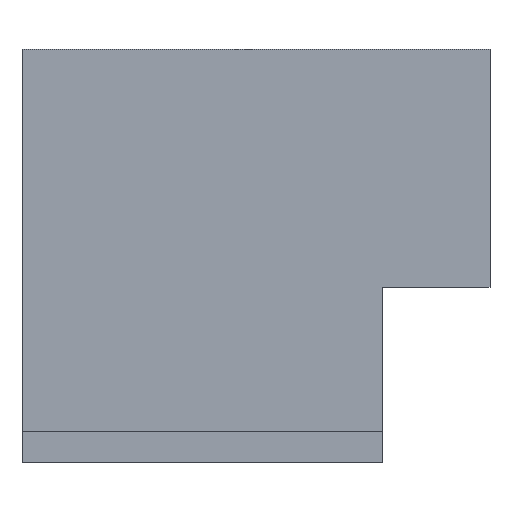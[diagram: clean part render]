
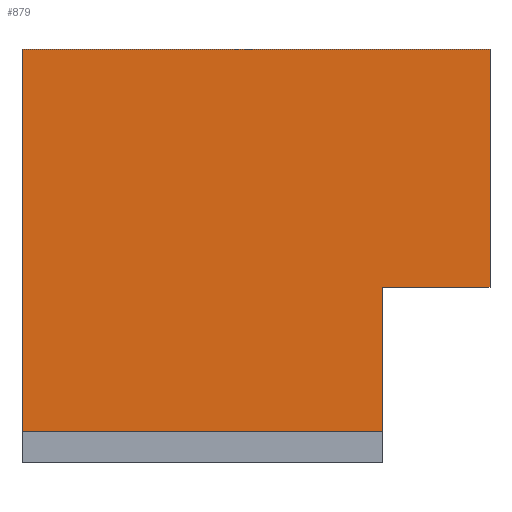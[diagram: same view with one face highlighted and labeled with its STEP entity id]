
A CAD part, left-side view. The second image highlights one B-rep face of the part: STEP entity #879.
In plain terms, the highlighted planar face has unit normal (-1, 0, 0).
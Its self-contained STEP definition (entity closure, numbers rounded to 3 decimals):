
#52=FACE_OUTER_BOUND('',#96,.T.);
#96=EDGE_LOOP('',(#732,#733,#734,#735,#736,#737));
#124=LINE('',#1201,#246);
#126=LINE('',#1205,#248);
#129=LINE('',#1211,#251);
#182=LINE('',#1318,#304);
#212=LINE('',#1379,#334);
#213=LINE('',#1380,#335);
#246=VECTOR('',#980,10.);
#248=VECTOR('',#984,10.);
#251=VECTOR('',#989,10.);
#304=VECTOR('',#1064,10.);
#334=VECTOR('',#1126,10.);
#335=VECTOR('',#1127,10.);
#362=VERTEX_POINT('',#1198);
#363=VERTEX_POINT('',#1200);
#364=VERTEX_POINT('',#1204);
#366=VERTEX_POINT('',#1210);
#409=VERTEX_POINT('',#1316);
#424=VERTEX_POINT('',#1378);
#450=EDGE_CURVE('',#363,#362,#124,.T.);
#452=EDGE_CURVE('',#364,#362,#126,.T.);
#455=EDGE_CURVE('',#363,#366,#129,.T.);
#509=EDGE_CURVE('',#364,#409,#182,.T.);
#539=EDGE_CURVE('',#424,#409,#212,.T.);
#540=EDGE_CURVE('',#366,#424,#213,.T.);
#732=ORIENTED_EDGE('',*,*,#509,.T.);
#733=ORIENTED_EDGE('',*,*,#539,.F.);
#734=ORIENTED_EDGE('',*,*,#540,.F.);
#735=ORIENTED_EDGE('',*,*,#455,.F.);
#736=ORIENTED_EDGE('',*,*,#450,.T.);
#737=ORIENTED_EDGE('',*,*,#452,.F.);
#837=PLANE('',#937);
#879=ADVANCED_FACE('',(#52),#837,.T.);
#937=AXIS2_PLACEMENT_3D('',#1377,#1124,#1125);
#980=DIRECTION('',(0.,-1.,0.));
#984=DIRECTION('',(0.,0.,-1.));
#989=DIRECTION('',(0.,0.,-1.));
#1064=DIRECTION('',(0.,1.,0.));
#1124=DIRECTION('center_axis',(-1.,0.,0.));
#1125=DIRECTION('ref_axis',(0.,0.,1.));
#1126=DIRECTION('',(0.,0.,1.));
#1127=DIRECTION('',(0.,1.,0.));
#1198=CARTESIAN_POINT('',(2.,-10.1,16.55));
#1200=CARTESIAN_POINT('',(2.,0.,16.55));
#1201=CARTESIAN_POINT('',(2.,0.,16.55));
#1204=CARTESIAN_POINT('',(2.,-10.1,39.));
#1205=CARTESIAN_POINT('',(2.,-10.1,39.));
#1210=CARTESIAN_POINT('',(2.,0.,2.));
#1211=CARTESIAN_POINT('',(2.,0.,39.));
#1316=CARTESIAN_POINT('',(2.,34.,39.));
#1318=CARTESIAN_POINT('',(2.,0.,39.));
#1377=CARTESIAN_POINT('Origin',(2.,0.,2.));
#1378=CARTESIAN_POINT('',(2.,34.,2.));
#1379=CARTESIAN_POINT('',(2.,34.,39.));
#1380=CARTESIAN_POINT('',(2.,0.,2.));
